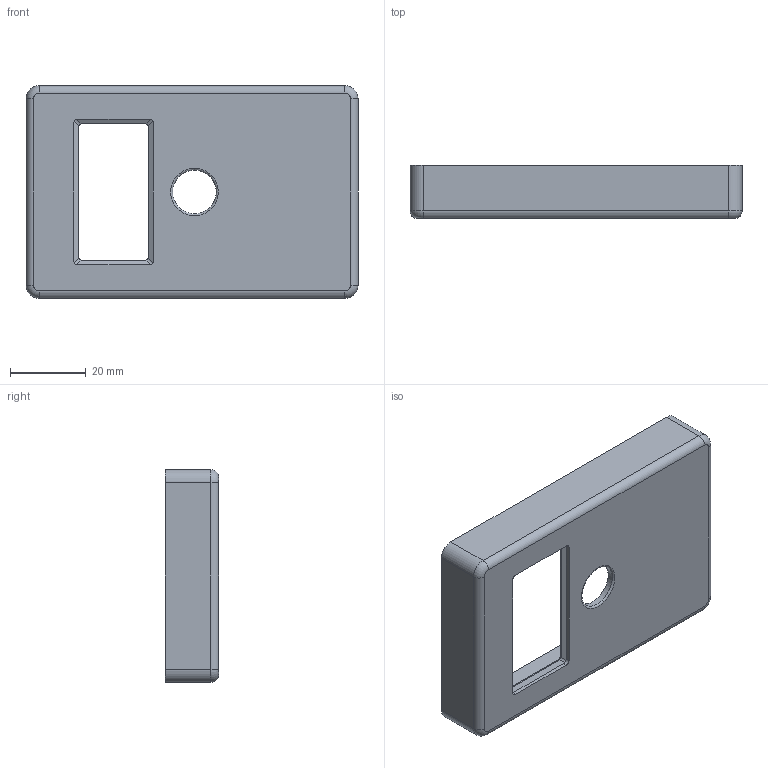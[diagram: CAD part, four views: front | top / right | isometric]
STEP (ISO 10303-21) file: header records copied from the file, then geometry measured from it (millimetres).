
FILE_DESCRIPTION(('STEP AP214'), '1');
FILE_NAME('扻豵鵨', '', ('UNSPECIFIED'), ('UNSPECIFIED'), 'ASCON STEP Converter 1.3', 'ASCON Math Kernel', '');
FILE_SCHEMA(('AUTOMOTIVE_DESIGN { 1 0 10303 214 3 1 1}'));
Length unit declared in the file: millimetre
Products named in the file (1): Êîðïóñ
Bounding box: 87.4 x 14 x 56 mm (x, y, z)
Volume: 19136.7 mm3; surface area: 15294.1 mm2
Topology: 1 solids, 1 shells, 135 faces, 387 edges, 255 vertices
Faces by surface type: cylinder 65, plane 65, torus 5
Full cylindrical faces by diameter (mm): 11.5 x1
Entity records: 5600 total; most frequent: CARTESIAN_POINT 852, ORIENTED_EDGE 770, DIRECTION 764, EDGE_CURVE 385, AXIS2_PLACEMENT_3D 263, VERTEX_POINT 255, LINE 238, VECTOR 238
